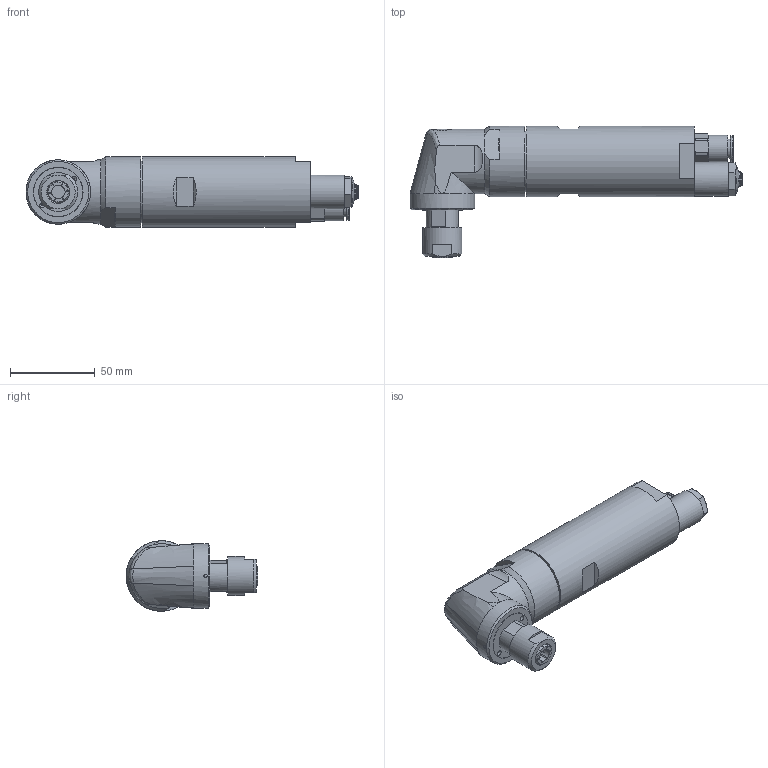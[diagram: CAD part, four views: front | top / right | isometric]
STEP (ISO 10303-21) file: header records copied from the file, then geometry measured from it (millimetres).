
FILE_DESCRIPTION((''),'2;1');
FILE_NAME('MRDW 38-18000 K_60000617.stp','2010-09-20T16:56:23',('basyouni'),(''),'Autodesk Inventor 2008','Autodesk Inventor 2008','');
FILE_SCHEMA(('AUTOMOTIVE_DESIGN { 1 0 10303 214 1 1 1 1 }'));
Length unit declared in the file: millimetre
Products named in the file (1): MRDW 38-18000 K_60000617
Bounding box: 195.5 x 77.52 x 41.5 mm (x, y, z)
Volume: 232980.4 mm3; surface area: 37258.3 mm2
Topology: 1 solids, 7 shells, 372 faces, 1026 edges, 653 vertices
Faces by surface type: plane 203, cylinder 67, cone 57, bspline 35, torus 6, sphere 4
Full cylindrical faces by diameter (mm): 2 x2, 6.5 x1, 7.5 x1, 8 x2, 9 x1, 10 x1, 10.5 x1, 11.2 x1, 15.5 x1, 15.75 x1, 17.917 x1, 19 x2, 20 x1, 23 x1, 30.188 x1, 36 x1, 38 x2, 41.5 x2
Entity records: 13346 total; most frequent: CARTESIAN_POINT 4111, ORIENTED_EDGE 1908, DIRECTION 1717, EDGE_CURVE 954, AXIS2_PLACEMENT_3D 660, VERTEX_POINT 627, EDGE_LOOP 448, VECTOR 397
